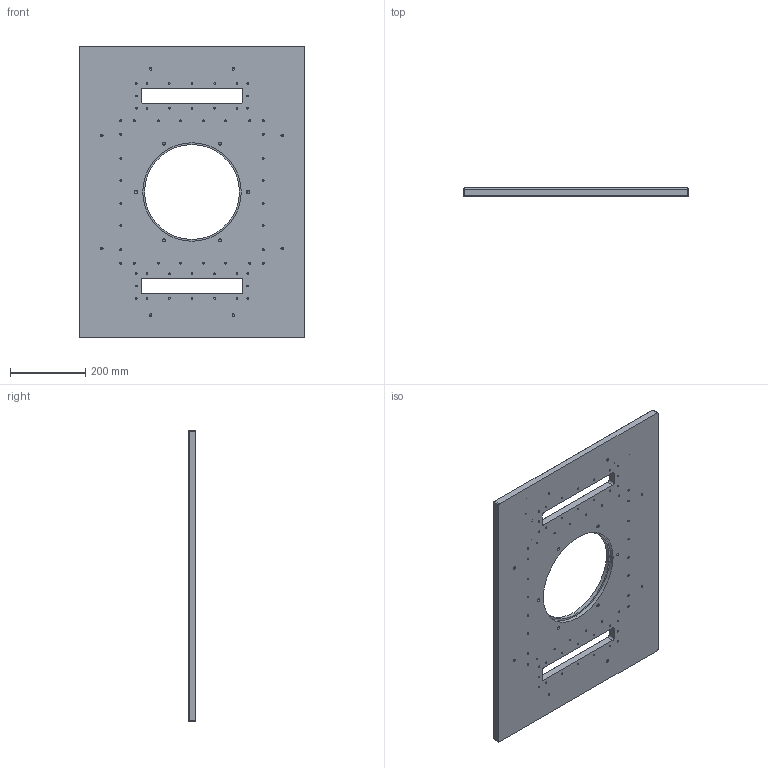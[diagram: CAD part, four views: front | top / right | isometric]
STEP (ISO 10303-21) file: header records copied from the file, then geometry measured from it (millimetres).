
FILE_DESCRIPTION (( 'STEP AP214' ), '1' );
FILE_NAME ('MainPlatform_Loop2.STEP', '2023-10-26T20:06:41', ( '' ), ( '' ), 'SwSTEP 2.0', 'SolidWorks 2022', '' );
FILE_SCHEMA (( 'AUTOMOTIVE_DESIGN' ));
Length unit declared in the file: millimetre
Products named in the file (1): MainPlatform_Loop2
Bounding box: 600 x 20 x 775 mm (x, y, z)
Volume: 7781603.1 mm3; surface area: 899523.6 mm2
Topology: 1 solids, 1 shells, 431 faces, 1072 edges, 546 vertices
Faces by surface type: cylinder 204, cone 200, plane 27
Entity records: 13384 total; most frequent: DIRECTION 2160, CARTESIAN_POINT 1858, ORIENTED_EDGE 1760, EDGE_CURVE 880, AXIS2_PLACEMENT_3D 848, VERTEX_POINT 546, EDGE_LOOP 532, LINE 464
